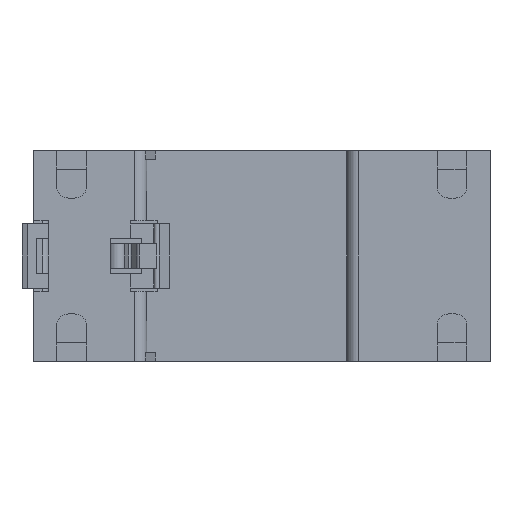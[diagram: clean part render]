
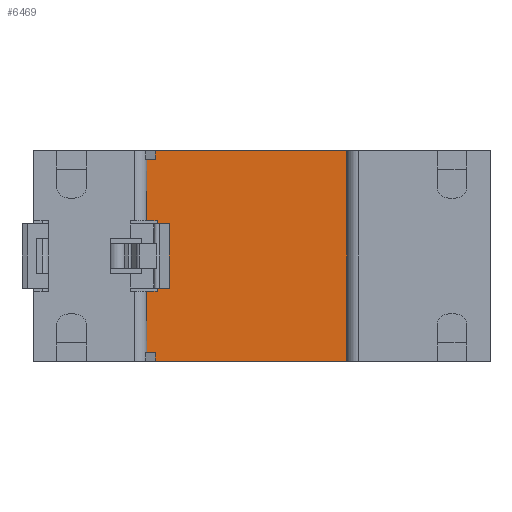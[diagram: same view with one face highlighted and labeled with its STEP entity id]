
A CAD part, front view. The second image highlights one B-rep face of the part: STEP entity #6469.
In plain terms, the highlighted planar face has unit normal (0, -1, 0).
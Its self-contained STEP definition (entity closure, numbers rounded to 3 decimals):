
#669=DIRECTION('',(1.,0.,0.));
#670=VECTOR('',#669,35.5);
#671=CARTESIAN_POINT('',(-18.2,0.,36.));
#672=LINE('',#671,#670);
#673=DIRECTION('',(0.,0.,-1.));
#674=VECTOR('',#673,36.);
#675=CARTESIAN_POINT('',(17.3,0.,36.));
#676=LINE('',#675,#674);
#677=DIRECTION('',(-1.,0.,0.));
#678=VECTOR('',#677,35.5);
#679=CARTESIAN_POINT('',(17.3,0.,0.));
#680=LINE('',#679,#678);
#681=DIRECTION('',(0.,0.,-1.));
#682=VECTOR('',#681,12.);
#683=CARTESIAN_POINT('',(-17.9,0.,24.));
#684=LINE('',#683,#682);
#1129=DIRECTION('',(-1.,0.,0.));
#1130=VECTOR('',#1129,1.8);
#1131=CARTESIAN_POINT('',(-17.9,0.,12.));
#1132=LINE('',#1131,#1130);
#1154=DIRECTION('',(0.,0.,-1.));
#1155=VECTOR('',#1154,10.5);
#1156=CARTESIAN_POINT('',(-19.7,0.,12.));
#1157=LINE('',#1156,#1155);
#1167=DIRECTION('',(1.,0.,0.));
#1168=VECTOR('',#1167,1.5);
#1169=CARTESIAN_POINT('',(-19.7,0.,1.5));
#1170=LINE('',#1169,#1168);
#1183=DIRECTION('',(0.,0.,-1.));
#1184=VECTOR('',#1183,1.5);
#1185=CARTESIAN_POINT('',(-18.2,0.,1.5));
#1186=LINE('',#1185,#1184);
#1441=DIRECTION('',(1.,0.,0.));
#1442=VECTOR('',#1441,1.8);
#1443=CARTESIAN_POINT('',(-19.7,0.,24.));
#1444=LINE('',#1443,#1442);
#2308=DIRECTION('',(-1.,0.,0.));
#2309=VECTOR('',#2308,1.5);
#2310=CARTESIAN_POINT('',(-18.2,0.,34.5));
#2311=LINE('',#2310,#2309);
#2316=DIRECTION('',(0.,0.,-1.));
#2317=VECTOR('',#2316,1.5);
#2318=CARTESIAN_POINT('',(-18.2,0.,36.));
#2319=LINE('',#2318,#2317);
#2324=DIRECTION('',(0.,0.,-1.));
#2325=VECTOR('',#2324,10.5);
#2326=CARTESIAN_POINT('',(-19.7,0.,34.5));
#2327=LINE('',#2326,#2325);
#4318=CARTESIAN_POINT('',(-18.2,0.,0.));
#4319=VERTEX_POINT('',#4318);
#4427=CARTESIAN_POINT('',(-18.2,0.,36.));
#4429=VERTEX_POINT('',#4427);
#4587=CARTESIAN_POINT('',(17.3,0.,36.));
#4588=CARTESIAN_POINT('',(17.3,0.,0.));
#4589=VERTEX_POINT('',#4587);
#4590=VERTEX_POINT('',#4588);
#4591=CARTESIAN_POINT('',(-17.9,0.,24.));
#4592=CARTESIAN_POINT('',(-17.9,0.,12.));
#4593=VERTEX_POINT('',#4591);
#4594=VERTEX_POINT('',#4592);
#4595=CARTESIAN_POINT('',(-18.2,0.,34.5));
#4596=CARTESIAN_POINT('',(-19.7,0.,34.5));
#4597=VERTEX_POINT('',#4595);
#4598=VERTEX_POINT('',#4596);
#4599=CARTESIAN_POINT('',(-19.7,0.,12.));
#4600=VERTEX_POINT('',#4599);
#4987=CARTESIAN_POINT('',(-19.7,0.,1.5));
#4989=VERTEX_POINT('',#4987);
#4992=CARTESIAN_POINT('',(-18.2,0.,1.5));
#4993=VERTEX_POINT('',#4992);
#5328=CARTESIAN_POINT('',(-19.7,0.,24.));
#5329=VERTEX_POINT('',#5328);
#6441=CARTESIAN_POINT('',(-1.2,0.,18.));
#6442=DIRECTION('',(0.,1.,0.));
#6443=DIRECTION('',(1.,0.,0.));
#6444=AXIS2_PLACEMENT_3D('',#6441,#6442,#6443);
#6445=PLANE('',#6444);
#6447=ORIENTED_EDGE('',*,*,#6446,.F.);
#6449=ORIENTED_EDGE('',*,*,#6448,.F.);
#6451=ORIENTED_EDGE('',*,*,#6450,.F.);
#6453=ORIENTED_EDGE('',*,*,#6452,.F.);
#6455=ORIENTED_EDGE('',*,*,#6454,.F.);
#6456=ORIENTED_EDGE('',*,*,#5687,.T.);
#6457=ORIENTED_EDGE('',*,*,#6433,.T.);
#6458=ORIENTED_EDGE('',*,*,#5889,.T.);
#6460=ORIENTED_EDGE('',*,*,#6459,.F.);
#6462=ORIENTED_EDGE('',*,*,#6461,.F.);
#6464=ORIENTED_EDGE('',*,*,#6463,.F.);
#6466=ORIENTED_EDGE('',*,*,#6465,.F.);
#6467=EDGE_LOOP('',(#6447,#6449,#6451,#6453,#6455,#6456,#6457,#6458,#6460,#6462,
#6464,#6466));
#6468=FACE_OUTER_BOUND('',#6467,.F.);
#5687=EDGE_CURVE('',#4429,#4589,#672,.T.);
#5889=EDGE_CURVE('',#4590,#4319,#680,.T.);
#6433=EDGE_CURVE('',#4589,#4590,#676,.T.);
#6446=EDGE_CURVE('',#4593,#4594,#684,.T.);
#6448=EDGE_CURVE('',#5329,#4593,#1444,.T.);
#6450=EDGE_CURVE('',#4598,#5329,#2327,.T.);
#6452=EDGE_CURVE('',#4597,#4598,#2311,.T.);
#6454=EDGE_CURVE('',#4429,#4597,#2319,.T.);
#6459=EDGE_CURVE('',#4993,#4319,#1186,.T.);
#6461=EDGE_CURVE('',#4989,#4993,#1170,.T.);
#6463=EDGE_CURVE('',#4600,#4989,#1157,.T.);
#6465=EDGE_CURVE('',#4594,#4600,#1132,.T.);
#6469=ADVANCED_FACE('',(#6468),#6445,.F.);
